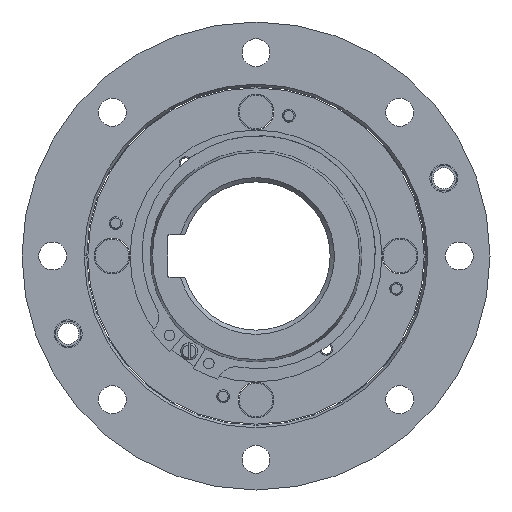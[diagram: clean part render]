
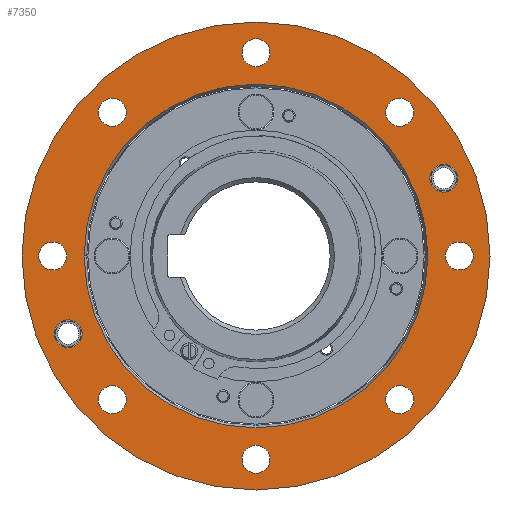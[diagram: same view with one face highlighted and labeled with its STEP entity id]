
A CAD part, left-side view. The second image highlights one B-rep face of the part: STEP entity #7350.
In plain terms, the highlighted planar face has unit normal (-1, 0, 0).
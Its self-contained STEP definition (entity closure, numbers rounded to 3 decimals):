
#6665=CARTESIAN_POINT('',(-17.5,0.,0.));
#6666=DIRECTION('',(1.,0.,0.));
#6667=DIRECTION('',(0.,-1.,0.));
#6668=AXIS2_PLACEMENT_3D('',#6665,#6666,#6667);
#6670=CARTESIAN_POINT('',(-17.5,0.,0.));
#6671=DIRECTION('',(1.,0.,0.));
#6672=DIRECTION('',(0.,1.,0.));
#6673=AXIS2_PLACEMENT_3D('',#6670,#6671,#6672);
#6675=CARTESIAN_POINT('',(-17.5,48.,0.));
#6676=DIRECTION('',(-1.,0.,0.));
#6677=DIRECTION('',(0.,-1.,0.));
#6678=AXIS2_PLACEMENT_3D('',#6675,#6676,#6677);
#6680=CARTESIAN_POINT('',(-17.5,48.,0.));
#6681=DIRECTION('',(-1.,0.,0.));
#6682=DIRECTION('',(0.,1.,0.));
#6683=AXIS2_PLACEMENT_3D('',#6680,#6681,#6682);
#6685=CARTESIAN_POINT('',(-17.5,33.941,33.941));
#6686=DIRECTION('',(-1.,0.,0.));
#6687=DIRECTION('',(0.,-1.,0.));
#6688=AXIS2_PLACEMENT_3D('',#6685,#6686,#6687);
#6690=CARTESIAN_POINT('',(-17.5,33.941,33.941));
#6691=DIRECTION('',(-1.,0.,0.));
#6692=DIRECTION('',(0.,1.,0.));
#6693=AXIS2_PLACEMENT_3D('',#6690,#6691,#6692);
#6695=CARTESIAN_POINT('',(-17.5,0.,48.));
#6696=DIRECTION('',(-1.,0.,0.));
#6697=DIRECTION('',(0.,-1.,0.));
#6698=AXIS2_PLACEMENT_3D('',#6695,#6696,#6697);
#6700=CARTESIAN_POINT('',(-17.5,0.,48.));
#6701=DIRECTION('',(-1.,0.,0.));
#6702=DIRECTION('',(0.,1.,0.));
#6703=AXIS2_PLACEMENT_3D('',#6700,#6701,#6702);
#6705=CARTESIAN_POINT('',(-17.5,-33.941,33.941));
#6706=DIRECTION('',(-1.,0.,0.));
#6707=DIRECTION('',(0.,-1.,0.));
#6708=AXIS2_PLACEMENT_3D('',#6705,#6706,#6707);
#6710=CARTESIAN_POINT('',(-17.5,-33.941,33.941));
#6711=DIRECTION('',(-1.,0.,0.));
#6712=DIRECTION('',(0.,1.,0.));
#6713=AXIS2_PLACEMENT_3D('',#6710,#6711,#6712);
#6715=CARTESIAN_POINT('',(-17.5,-48.,0.));
#6716=DIRECTION('',(-1.,0.,0.));
#6717=DIRECTION('',(0.,-1.,0.));
#6718=AXIS2_PLACEMENT_3D('',#6715,#6716,#6717);
#6720=CARTESIAN_POINT('',(-17.5,-48.,0.));
#6721=DIRECTION('',(-1.,0.,0.));
#6722=DIRECTION('',(0.,1.,0.));
#6723=AXIS2_PLACEMENT_3D('',#6720,#6721,#6722);
#6725=CARTESIAN_POINT('',(-17.5,-33.941,-33.941));
#6726=DIRECTION('',(-1.,0.,0.));
#6727=DIRECTION('',(0.,-1.,0.));
#6728=AXIS2_PLACEMENT_3D('',#6725,#6726,#6727);
#6730=CARTESIAN_POINT('',(-17.5,-33.941,-33.941));
#6731=DIRECTION('',(-1.,0.,0.));
#6732=DIRECTION('',(0.,1.,0.));
#6733=AXIS2_PLACEMENT_3D('',#6730,#6731,#6732);
#6735=CARTESIAN_POINT('',(-17.5,0.,-48.));
#6736=DIRECTION('',(-1.,0.,0.));
#6737=DIRECTION('',(0.,-1.,0.));
#6738=AXIS2_PLACEMENT_3D('',#6735,#6736,#6737);
#6740=CARTESIAN_POINT('',(-17.5,0.,-48.));
#6741=DIRECTION('',(-1.,0.,0.));
#6742=DIRECTION('',(0.,1.,0.));
#6743=AXIS2_PLACEMENT_3D('',#6740,#6741,#6742);
#6745=CARTESIAN_POINT('',(-17.5,33.941,-33.941));
#6746=DIRECTION('',(-1.,0.,0.));
#6747=DIRECTION('',(0.,-1.,0.));
#6748=AXIS2_PLACEMENT_3D('',#6745,#6746,#6747);
#6750=CARTESIAN_POINT('',(-17.5,33.941,-33.941));
#6751=DIRECTION('',(-1.,0.,0.));
#6752=DIRECTION('',(0.,1.,0.));
#6753=AXIS2_PLACEMENT_3D('',#6750,#6751,#6752);
#6755=CARTESIAN_POINT('',(-17.5,0.,0.));
#6756=DIRECTION('',(-1.,0.,0.));
#6757=DIRECTION('',(0.,1.,0.));
#6758=AXIS2_PLACEMENT_3D('',#6755,#6756,#6757);
#6760=CARTESIAN_POINT('',(-17.5,0.,0.));
#6761=DIRECTION('',(-1.,0.,0.));
#6762=DIRECTION('',(0.,0.,-1.));
#6763=AXIS2_PLACEMENT_3D('',#6760,#6761,#6762);
#6765=CARTESIAN_POINT('',(-17.5,0.,0.));
#6766=DIRECTION('',(-1.,0.,0.));
#6767=DIRECTION('',(0.,-1.,0.));
#6768=AXIS2_PLACEMENT_3D('',#6765,#6766,#6767);
#6770=CARTESIAN_POINT('',(-17.5,0.,0.));
#6771=DIRECTION('',(-1.,0.,0.));
#6772=DIRECTION('',(0.,0.,1.));
#6773=AXIS2_PLACEMENT_3D('',#6770,#6771,#6772);
#6775=CARTESIAN_POINT('',(-17.5,44.346,-18.369));
#6776=DIRECTION('',(-1.,0.,0.));
#6777=DIRECTION('',(0.,-1.,0.));
#6778=AXIS2_PLACEMENT_3D('',#6775,#6776,#6777);
#6780=CARTESIAN_POINT('',(-17.5,44.346,-18.369));
#6781=DIRECTION('',(-1.,0.,0.));
#6782=DIRECTION('',(0.,1.,0.));
#6783=AXIS2_PLACEMENT_3D('',#6780,#6781,#6782);
#6785=CARTESIAN_POINT('',(-17.5,-44.346,18.369));
#6786=DIRECTION('',(-1.,0.,0.));
#6787=DIRECTION('',(0.,-1.,0.));
#6788=AXIS2_PLACEMENT_3D('',#6785,#6786,#6787);
#6790=CARTESIAN_POINT('',(-17.5,-44.346,18.369));
#6791=DIRECTION('',(-1.,0.,0.));
#6792=DIRECTION('',(0.,1.,0.));
#6793=AXIS2_PLACEMENT_3D('',#6790,#6791,#6792);
#7133=CARTESIAN_POINT('',(-17.5,-55.25,0.));
#7134=CARTESIAN_POINT('',(-17.5,55.25,0.));
#7135=VERTEX_POINT('',#7133);
#7136=VERTEX_POINT('',#7134);
#7137=CARTESIAN_POINT('',(-17.5,44.7,0.));
#7138=CARTESIAN_POINT('',(-17.5,51.3,0.));
#7139=VERTEX_POINT('',#7137);
#7140=VERTEX_POINT('',#7138);
#7141=CARTESIAN_POINT('',(-17.5,30.641,33.941));
#7142=CARTESIAN_POINT('',(-17.5,37.241,33.941));
#7143=VERTEX_POINT('',#7141);
#7144=VERTEX_POINT('',#7142);
#7145=CARTESIAN_POINT('',(-17.5,-3.3,48.));
#7146=CARTESIAN_POINT('',(-17.5,3.3,48.));
#7147=VERTEX_POINT('',#7145);
#7148=VERTEX_POINT('',#7146);
#7149=CARTESIAN_POINT('',(-17.5,-37.241,33.941));
#7150=CARTESIAN_POINT('',(-17.5,-30.641,33.941));
#7151=VERTEX_POINT('',#7149);
#7152=VERTEX_POINT('',#7150);
#7153=CARTESIAN_POINT('',(-17.5,-51.3,0.));
#7154=CARTESIAN_POINT('',(-17.5,-44.7,0.));
#7155=VERTEX_POINT('',#7153);
#7156=VERTEX_POINT('',#7154);
#7157=CARTESIAN_POINT('',(-17.5,-37.241,-33.941));
#7158=CARTESIAN_POINT('',(-17.5,-30.641,-33.941));
#7159=VERTEX_POINT('',#7157);
#7160=VERTEX_POINT('',#7158);
#7161=CARTESIAN_POINT('',(-17.5,-3.3,-48.));
#7162=CARTESIAN_POINT('',(-17.5,3.3,-48.));
#7163=VERTEX_POINT('',#7161);
#7164=VERTEX_POINT('',#7162);
#7165=CARTESIAN_POINT('',(-17.5,30.641,-33.941));
#7166=CARTESIAN_POINT('',(-17.5,37.241,-33.941));
#7167=VERTEX_POINT('',#7165);
#7168=VERTEX_POINT('',#7166);
#7169=CARTESIAN_POINT('',(-17.5,0.,-40.577));
#7170=CARTESIAN_POINT('',(-17.5,-40.577,0.));
#7171=VERTEX_POINT('',#7169);
#7172=VERTEX_POINT('',#7170);
#7173=CARTESIAN_POINT('',(-17.5,40.577,0.));
#7174=VERTEX_POINT('',#7173);
#7175=CARTESIAN_POINT('',(-17.5,0.,40.577));
#7176=VERTEX_POINT('',#7175);
#7177=CARTESIAN_POINT('',(-17.5,41.046,-18.369));
#7178=CARTESIAN_POINT('',(-17.5,47.646,-18.369));
#7179=VERTEX_POINT('',#7177);
#7180=VERTEX_POINT('',#7178);
#7181=CARTESIAN_POINT('',(-17.5,-47.646,18.369));
#7182=CARTESIAN_POINT('',(-17.5,-41.046,18.369));
#7183=VERTEX_POINT('',#7181);
#7184=VERTEX_POINT('',#7182);
#7269=CARTESIAN_POINT('',(-17.5,0.,0.));
#7270=DIRECTION('',(1.,0.,0.));
#7271=DIRECTION('',(0.,-1.,0.));
#7272=AXIS2_PLACEMENT_3D('',#7269,#7270,#7271);
#7273=PLANE('',#7272);
#7275=ORIENTED_EDGE('',*,*,#7274,.T.);
#7277=ORIENTED_EDGE('',*,*,#7276,.T.);
#7278=EDGE_LOOP('',(#7275,#7277));
#7279=FACE_OUTER_BOUND('',#7278,.F.);
#7281=ORIENTED_EDGE('',*,*,#7280,.T.);
#7283=ORIENTED_EDGE('',*,*,#7282,.T.);
#7284=EDGE_LOOP('',(#7281,#7283));
#7285=FACE_BOUND('',#7284,.F.);
#7287=ORIENTED_EDGE('',*,*,#7286,.T.);
#7289=ORIENTED_EDGE('',*,*,#7288,.T.);
#7290=EDGE_LOOP('',(#7287,#7289));
#7291=FACE_BOUND('',#7290,.F.);
#7293=ORIENTED_EDGE('',*,*,#7292,.T.);
#7295=ORIENTED_EDGE('',*,*,#7294,.T.);
#7296=EDGE_LOOP('',(#7293,#7295));
#7297=FACE_BOUND('',#7296,.F.);
#7299=ORIENTED_EDGE('',*,*,#7298,.T.);
#7301=ORIENTED_EDGE('',*,*,#7300,.T.);
#7302=EDGE_LOOP('',(#7299,#7301));
#7303=FACE_BOUND('',#7302,.F.);
#7305=ORIENTED_EDGE('',*,*,#7304,.T.);
#7307=ORIENTED_EDGE('',*,*,#7306,.T.);
#7308=EDGE_LOOP('',(#7305,#7307));
#7309=FACE_BOUND('',#7308,.F.);
#7311=ORIENTED_EDGE('',*,*,#7310,.T.);
#7313=ORIENTED_EDGE('',*,*,#7312,.T.);
#7314=EDGE_LOOP('',(#7311,#7313));
#7315=FACE_BOUND('',#7314,.F.);
#7317=ORIENTED_EDGE('',*,*,#7316,.T.);
#7319=ORIENTED_EDGE('',*,*,#7318,.T.);
#7320=EDGE_LOOP('',(#7317,#7319));
#7321=FACE_BOUND('',#7320,.F.);
#7323=ORIENTED_EDGE('',*,*,#7322,.T.);
#7325=ORIENTED_EDGE('',*,*,#7324,.T.);
#7326=EDGE_LOOP('',(#7323,#7325));
#7327=FACE_BOUND('',#7326,.F.);
#7329=ORIENTED_EDGE('',*,*,#7328,.T.);
#7331=ORIENTED_EDGE('',*,*,#7330,.T.);
#7333=ORIENTED_EDGE('',*,*,#7332,.T.);
#7335=ORIENTED_EDGE('',*,*,#7334,.T.);
#7336=EDGE_LOOP('',(#7329,#7331,#7333,#7335));
#7337=FACE_BOUND('',#7336,.F.);
#7339=ORIENTED_EDGE('',*,*,#7338,.T.);
#7341=ORIENTED_EDGE('',*,*,#7340,.T.);
#7342=EDGE_LOOP('',(#7339,#7341));
#7343=FACE_BOUND('',#7342,.F.);
#7345=ORIENTED_EDGE('',*,*,#7344,.T.);
#7347=ORIENTED_EDGE('',*,*,#7346,.T.);
#7348=EDGE_LOOP('',(#7345,#7347));
#7349=FACE_BOUND('',#7348,.F.);
#6669=CIRCLE('',#6668,55.25);
#6674=CIRCLE('',#6673,55.25);
#6679=CIRCLE('',#6678,3.3);
#6684=CIRCLE('',#6683,3.3);
#6689=CIRCLE('',#6688,3.3);
#6694=CIRCLE('',#6693,3.3);
#6699=CIRCLE('',#6698,3.3);
#6704=CIRCLE('',#6703,3.3);
#6709=CIRCLE('',#6708,3.3);
#6714=CIRCLE('',#6713,3.3);
#6719=CIRCLE('',#6718,3.3);
#6724=CIRCLE('',#6723,3.3);
#6729=CIRCLE('',#6728,3.3);
#6734=CIRCLE('',#6733,3.3);
#6739=CIRCLE('',#6738,3.3);
#6744=CIRCLE('',#6743,3.3);
#6749=CIRCLE('',#6748,3.3);
#6754=CIRCLE('',#6753,3.3);
#6759=CIRCLE('',#6758,40.577);
#6764=CIRCLE('',#6763,40.577);
#6769=CIRCLE('',#6768,40.577);
#6774=CIRCLE('',#6773,40.577);
#6779=CIRCLE('',#6778,3.3);
#6784=CIRCLE('',#6783,3.3);
#6789=CIRCLE('',#6788,3.3);
#6794=CIRCLE('',#6793,3.3);
#7274=EDGE_CURVE('',#7135,#7136,#6669,.T.);
#7276=EDGE_CURVE('',#7136,#7135,#6674,.T.);
#7280=EDGE_CURVE('',#7139,#7140,#6679,.T.);
#7282=EDGE_CURVE('',#7140,#7139,#6684,.T.);
#7286=EDGE_CURVE('',#7143,#7144,#6689,.T.);
#7288=EDGE_CURVE('',#7144,#7143,#6694,.T.);
#7292=EDGE_CURVE('',#7147,#7148,#6699,.T.);
#7294=EDGE_CURVE('',#7148,#7147,#6704,.T.);
#7298=EDGE_CURVE('',#7151,#7152,#6709,.T.);
#7300=EDGE_CURVE('',#7152,#7151,#6714,.T.);
#7304=EDGE_CURVE('',#7155,#7156,#6719,.T.);
#7306=EDGE_CURVE('',#7156,#7155,#6724,.T.);
#7310=EDGE_CURVE('',#7159,#7160,#6729,.T.);
#7312=EDGE_CURVE('',#7160,#7159,#6734,.T.);
#7316=EDGE_CURVE('',#7163,#7164,#6739,.T.);
#7318=EDGE_CURVE('',#7164,#7163,#6744,.T.);
#7322=EDGE_CURVE('',#7167,#7168,#6749,.T.);
#7324=EDGE_CURVE('',#7168,#7167,#6754,.T.);
#7328=EDGE_CURVE('',#7174,#7171,#6759,.T.);
#7330=EDGE_CURVE('',#7171,#7172,#6764,.T.);
#7332=EDGE_CURVE('',#7172,#7176,#6769,.T.);
#7334=EDGE_CURVE('',#7176,#7174,#6774,.T.);
#7338=EDGE_CURVE('',#7179,#7180,#6779,.T.);
#7340=EDGE_CURVE('',#7180,#7179,#6784,.T.);
#7344=EDGE_CURVE('',#7183,#7184,#6789,.T.);
#7346=EDGE_CURVE('',#7184,#7183,#6794,.T.);
#7350=ADVANCED_FACE('',(#7279,#7285,#7291,#7297,#7303,#7309,#7315,#7321,#7327,
#7337,#7343,#7349),#7273,.F.);
